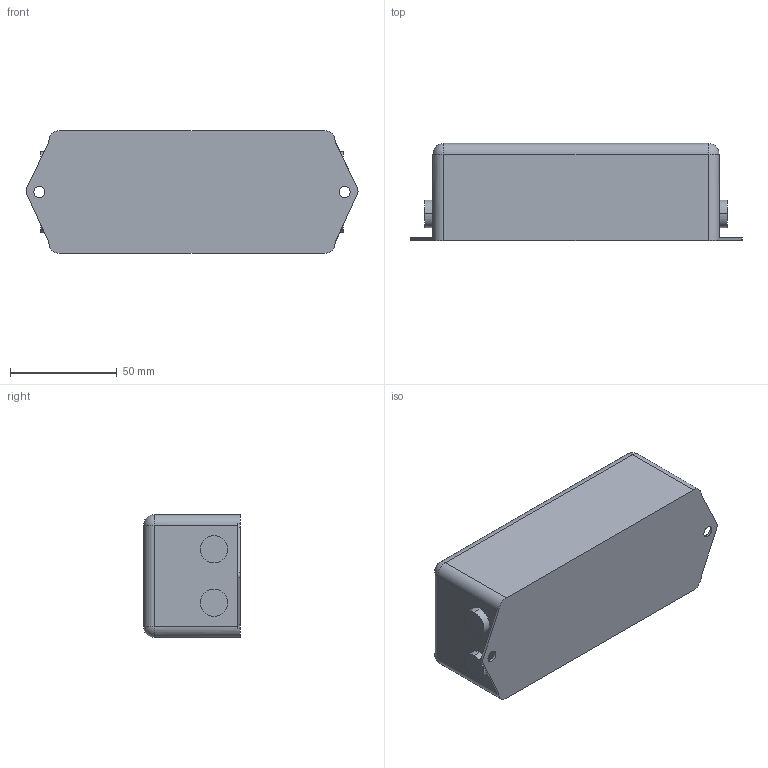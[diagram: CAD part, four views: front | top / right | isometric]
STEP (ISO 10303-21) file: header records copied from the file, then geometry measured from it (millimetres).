
FILE_DESCRIPTION (( 'STEP AP214' ), '1' );
FILE_NAME ('RES70S36.step', '2015-09-21T11:30:10', ( '' ), ( '' ), 'SwSTEP 2.0', 'SolidWorks 2015', '' );
FILE_SCHEMA (( 'AUTOMOTIVE_DESIGN' ));
Length unit declared in the file: millimetre
Products named in the file (1): RES70S36
Bounding box: 155.47 x 45.4 x 57.5 mm (x, y, z)
Volume: 349396.7 mm3; surface area: 33155.3 mm2
Topology: 1 solids, 1 shells, 52 faces, 125 edges, 76 vertices
Faces by surface type: cylinder 29, plane 17, sphere 4, torus 2
Entity records: 1543 total; most frequent: DIRECTION 281, CARTESIAN_POINT 272, ORIENTED_EDGE 242, EDGE_CURVE 121, AXIS2_PLACEMENT_3D 113, VERTEX_POINT 76, EDGE_LOOP 61, CIRCLE 60
